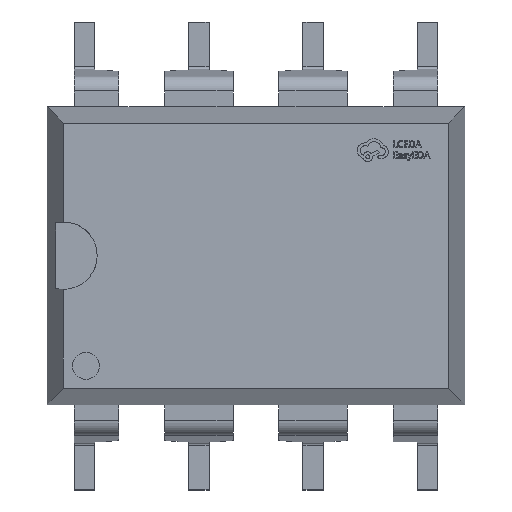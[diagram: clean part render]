
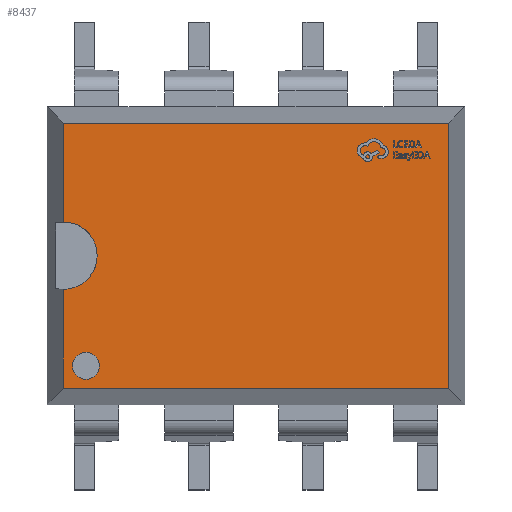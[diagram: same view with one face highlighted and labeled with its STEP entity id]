
A CAD part, top view. The second image highlights one B-rep face of the part: STEP entity #8437.
In plain terms, the highlighted planar face has unit normal (0, 0, 1).
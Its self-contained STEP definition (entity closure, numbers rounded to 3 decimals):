
#28 = DIRECTION ( 'NONE',  ( 0., 1., 0. ) ) ;
#115 = VECTOR ( 'NONE', #28, 1000. ) ;
#247 = LINE ( 'NONE', #19923, #115 ) ;
#324 = VERTEX_POINT ( 'NONE', #13647 ) ;
#873 = EDGE_CURVE ( 'NONE', #17799, #4197, #17276, .T. ) ;
#2139 = LINE ( 'NONE', #5299, #3561 ) ;
#2541 = AXIS2_PLACEMENT_3D ( 'NONE', #6411, #14934, #6716 ) ;
#2587 = CARTESIAN_POINT ( 'NONE',  ( -4.279, 0.75, 2.2 ) ) ;
#2713 = EDGE_CURVE ( 'NONE', #20432, #17799, #15252, .T. ) ;
#2908 = CIRCLE ( 'NONE', #2541, 0.3 ) ;
#2974 = EDGE_LOOP ( 'NONE', ( #13911, #5113 ) ) ;
#3549 = DIRECTION ( 'NONE',  ( -1., 0., 0. ) ) ;
#3561 = VECTOR ( 'NONE', #10409, 1000. ) ;
#3566 = CARTESIAN_POINT ( 'NONE',  ( -4.279, -0.75, 2.2 ) ) ;
#4197 = VERTEX_POINT ( 'NONE', #7404 ) ;
#4636 = CARTESIAN_POINT ( 'NONE',  ( -4.279, 0., 2.2 ) ) ;
#4769 = VERTEX_POINT ( 'NONE', #16409 ) ;
#5073 = CARTESIAN_POINT ( 'NONE',  ( 0., 0., 2.2 ) ) ;
#5113 = ORIENTED_EDGE ( 'NONE', *, *, #18920, .F. ) ;
#5299 = CARTESIAN_POINT ( 'NONE',  ( 0., 2.947, 2.2 ) ) ;
#5416 = CARTESIAN_POINT ( 'NONE',  ( 4.279, -2.947, 2.2 ) ) ;
#6160 = FACE_BOUND ( 'NONE', #2974, .T. ) ;
#6411 = CARTESIAN_POINT ( 'NONE',  ( -3.779, -2.447, 2.2 ) ) ;
#6716 = DIRECTION ( 'NONE',  ( 1., 0., 0. ) ) ;
#7045 = VECTOR ( 'NONE', #8134, 1000. ) ;
#7199 = DIRECTION ( 'NONE',  ( -1., 0., 0. ) ) ;
#7238 = ORIENTED_EDGE ( 'NONE', *, *, #14622, .F. ) ;
#7355 = VERTEX_POINT ( 'NONE', #3566 ) ;
#7404 = CARTESIAN_POINT ( 'NONE',  ( -4.279, -2.947, 2.2 ) ) ;
#7600 = CIRCLE ( 'NONE', #9352, 0.3 ) ;
#7905 = CARTESIAN_POINT ( 'NONE',  ( -3.779, -2.447, 2.2 ) ) ;
#8051 = EDGE_LOOP ( 'NONE', ( #7238, #16498, #16363, #8231, #20412, #19520, #18675 ) ) ;
#8134 = DIRECTION ( 'NONE',  ( 0., 1., 0. ) ) ;
#8231 = ORIENTED_EDGE ( 'NONE', *, *, #18647, .F. ) ;
#8425 = VERTEX_POINT ( 'NONE', #2587 ) ;
#8437 = ADVANCED_FACE ( 'NONE', ( #6160, #14702 ), #21280, .F. ) ;
#8759 = VERTEX_POINT ( 'NONE', #15274 ) ;
#8811 = EDGE_CURVE ( 'NONE', #324, #7355, #15885, .T. ) ;
#8871 = CARTESIAN_POINT ( 'NONE',  ( -4.279, 2.947, 2.2 ) ) ;
#9227 = AXIS2_PLACEMENT_3D ( 'NONE', #5073, #14814, #3549 ) ;
#9277 = CARTESIAN_POINT ( 'NONE',  ( 4.279, 2.947, 2.2 ) ) ;
#9352 = AXIS2_PLACEMENT_3D ( 'NONE', #7905, #17945, #14594 ) ;
#9907 = AXIS2_PLACEMENT_3D ( 'NONE', #4636, #14691, #21396 ) ;
#10409 = DIRECTION ( 'NONE',  ( 1., 0., 0. ) ) ;
#11313 = LINE ( 'NONE', #12758, #7045 ) ;
#12758 = CARTESIAN_POINT ( 'NONE',  ( -4.279, 0., 2.2 ) ) ;
#13444 = DIRECTION ( 'NONE',  ( -1., 0., 0. ) ) ;
#13458 = AXIS2_PLACEMENT_3D ( 'NONE', #18311, #13773, #13444 ) ;
#13647 = CARTESIAN_POINT ( 'NONE',  ( -3.529, 0., 2.2 ) ) ;
#13773 = DIRECTION ( 'NONE',  ( 0., 0., -1. ) ) ;
#13911 = ORIENTED_EDGE ( 'NONE', *, *, #17268, .F. ) ;
#14364 = VECTOR ( 'NONE', #7199, 1000. ) ;
#14594 = DIRECTION ( 'NONE',  ( 1., 0., 0. ) ) ;
#14622 = EDGE_CURVE ( 'NONE', #8425, #20914, #11313, .T. ) ;
#14691 = DIRECTION ( 'NONE',  ( 0., 0., -1. ) ) ;
#14702 = FACE_OUTER_BOUND ( 'NONE', #8051, .T. ) ;
#14814 = DIRECTION ( 'NONE',  ( 0., 0., -1. ) ) ;
#14934 = DIRECTION ( 'NONE',  ( 0., 0., 1. ) ) ;
#15252 = LINE ( 'NONE', #19888, #15343 ) ;
#15274 = CARTESIAN_POINT ( 'NONE',  ( -4.079, -2.447, 2.2 ) ) ;
#15343 = VECTOR ( 'NONE', #16776, 1000. ) ;
#15813 = EDGE_CURVE ( 'NONE', #8425, #324, #20685, .T. ) ;
#15885 = CIRCLE ( 'NONE', #13458, 0.75 ) ;
#16363 = ORIENTED_EDGE ( 'NONE', *, *, #8811, .T. ) ;
#16409 = CARTESIAN_POINT ( 'NONE',  ( -3.479, -2.447, 2.2 ) ) ;
#16498 = ORIENTED_EDGE ( 'NONE', *, *, #15813, .T. ) ;
#16776 = DIRECTION ( 'NONE',  ( 0., -1., 0. ) ) ;
#17268 = EDGE_CURVE ( 'NONE', #4769, #8759, #7600, .T. ) ;
#17276 = LINE ( 'NONE', #20364, #14364 ) ;
#17799 = VERTEX_POINT ( 'NONE', #5416 ) ;
#17945 = DIRECTION ( 'NONE',  ( 0., 0., 1. ) ) ;
#18311 = CARTESIAN_POINT ( 'NONE',  ( -4.279, 0., 2.2 ) ) ;
#18647 = EDGE_CURVE ( 'NONE', #4197, #7355, #247, .T. ) ;
#18675 = ORIENTED_EDGE ( 'NONE', *, *, #19776, .F. ) ;
#18920 = EDGE_CURVE ( 'NONE', #8759, #4769, #2908, .T. ) ;
#19520 = ORIENTED_EDGE ( 'NONE', *, *, #2713, .F. ) ;
#19776 = EDGE_CURVE ( 'NONE', #20914, #20432, #2139, .T. ) ;
#19888 = CARTESIAN_POINT ( 'NONE',  ( 4.279, 0., 2.2 ) ) ;
#19923 = CARTESIAN_POINT ( 'NONE',  ( -4.279, 0., 2.2 ) ) ;
#20364 = CARTESIAN_POINT ( 'NONE',  ( 0., -2.947, 2.2 ) ) ;
#20412 = ORIENTED_EDGE ( 'NONE', *, *, #873, .F. ) ;
#20432 = VERTEX_POINT ( 'NONE', #9277 ) ;
#20685 = CIRCLE ( 'NONE', #9907, 0.75 ) ;
#20914 = VERTEX_POINT ( 'NONE', #8871 ) ;
#21280 = PLANE ( 'NONE',  #9227 ) ;
#21396 = DIRECTION ( 'NONE',  ( -1., 0., 0. ) ) ;
